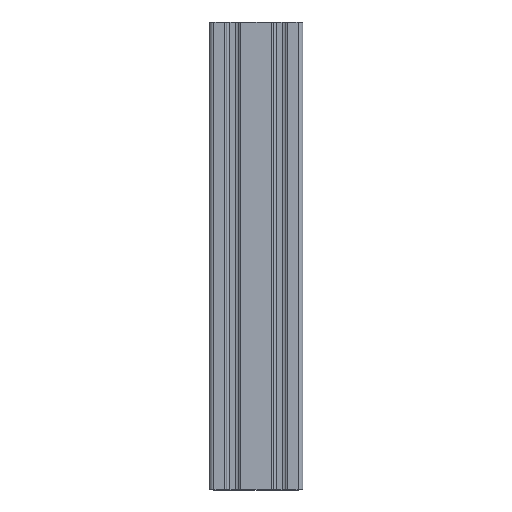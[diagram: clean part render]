
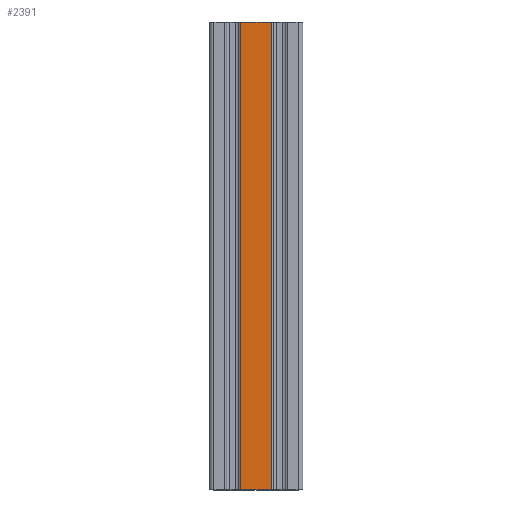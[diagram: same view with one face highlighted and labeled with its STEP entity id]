
A CAD part, top view. The second image highlights one B-rep face of the part: STEP entity #2391.
In plain terms, the highlighted planar face has unit normal (0, 0, 1).
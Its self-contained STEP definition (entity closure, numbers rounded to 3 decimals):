
#323=FACE_OUTER_BOUND('',#445,.T.);
#445=EDGE_LOOP('',(#1971,#1972,#1973,#1974));
#687=LINE('',#4047,#919);
#688=LINE('',#4051,#920);
#689=LINE('',#4053,#921);
#690=LINE('',#4054,#922);
#919=VECTOR('',#3333,200.);
#920=VECTOR('',#3338,13.25);
#921=VECTOR('',#3339,200.);
#922=VECTOR('',#3340,13.25);
#1155=VERTEX_POINT('',#4044);
#1156=VERTEX_POINT('',#4046);
#1157=VERTEX_POINT('',#4050);
#1158=VERTEX_POINT('',#4052);
#1504=EDGE_CURVE('',#1155,#1156,#687,.T.);
#1506=EDGE_CURVE('',#1155,#1157,#688,.T.);
#1507=EDGE_CURVE('',#1157,#1158,#689,.T.);
#1508=EDGE_CURVE('',#1156,#1158,#690,.T.);
#1971=ORIENTED_EDGE('',*,*,#1506,.T.);
#1972=ORIENTED_EDGE('',*,*,#1507,.T.);
#1973=ORIENTED_EDGE('',*,*,#1508,.F.);
#1974=ORIENTED_EDGE('',*,*,#1504,.F.);
#2272=PLANE('',#2631);
#2391=ADVANCED_FACE('',(#323),#2272,.T.);
#2631=AXIS2_PLACEMENT_3D('',#4049,#3336,#3337);
#3333=DIRECTION('',(0.,-1.,0.));
#3336=DIRECTION('center_axis',(0.,0.,1.));
#3337=DIRECTION('ref_axis',(1.,0.,0.));
#3338=DIRECTION('',(-1.,0.,0.));
#3339=DIRECTION('',(0.,-1.,0.));
#3340=DIRECTION('',(-1.,0.,0.));
#4044=CARTESIAN_POINT('',(6.625,200.,10.));
#4046=CARTESIAN_POINT('',(6.625,0.,10.));
#4047=CARTESIAN_POINT('',(6.625,0.,10.));
#4049=CARTESIAN_POINT('Origin',(-6.625,0.,10.));
#4050=CARTESIAN_POINT('',(-6.625,200.,10.));
#4051=CARTESIAN_POINT('',(-3.312,200.,10.));
#4052=CARTESIAN_POINT('',(-6.625,0.,10.));
#4053=CARTESIAN_POINT('',(-6.625,0.,10.));
#4054=CARTESIAN_POINT('',(-3.312,0.,10.));
